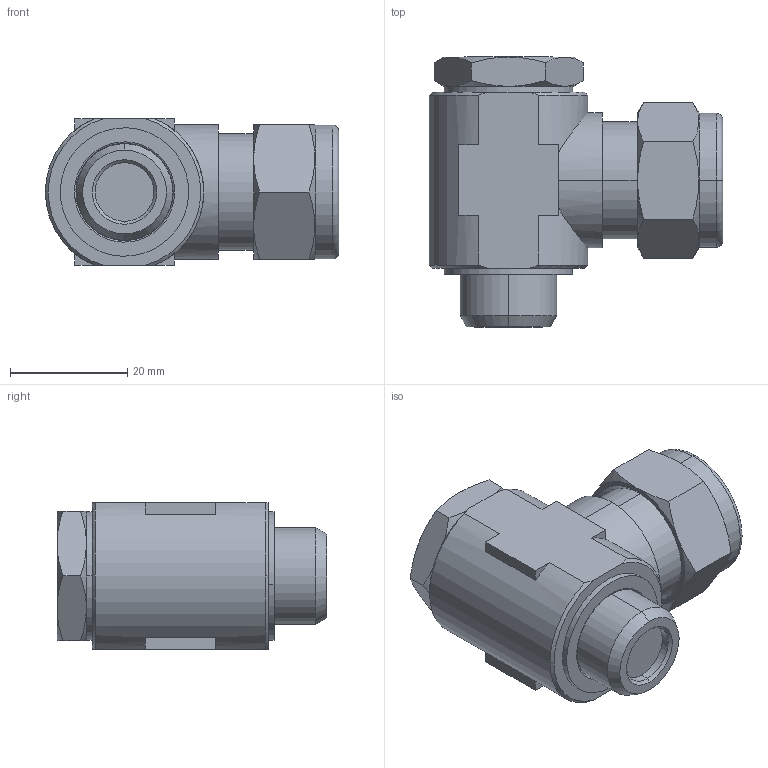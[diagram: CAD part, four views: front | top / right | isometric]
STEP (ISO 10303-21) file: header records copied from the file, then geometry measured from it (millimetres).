
FILE_DESCRIPTION (( 'STEP AP214' ), '1' );
FILE_NAME ('1055000010.step', '2013-02-25T17:18:27', ( '' ), ( '' ), 'SwSTEP 2.0', 'SolidWorks 2012', '' );
FILE_SCHEMA (( 'AUTOMOTIVE_DESIGN' ));
Length unit declared in the file: millimetre
Products named in the file (1): 1055000010
Bounding box: 50 x 46 x 25 mm (x, y, z)
Volume: 30900 mm3; surface area: 7006.3 mm2
Topology: 1 solids, 1 shells, 105 faces, 242 edges, 148 vertices
Faces by surface type: plane 46, cone 34, cylinder 21, torus 4
Entity records: 4416 total; most frequent: CARTESIAN_POINT 883, DIRECTION 492, ORIENTED_EDGE 484, EDGE_CURVE 242, AXIS2_PLACEMENT_3D 198, VERTEX_POINT 148, EDGE_LOOP 114, UNCERTAINTY_MEASURE_WITH_UNIT 108
